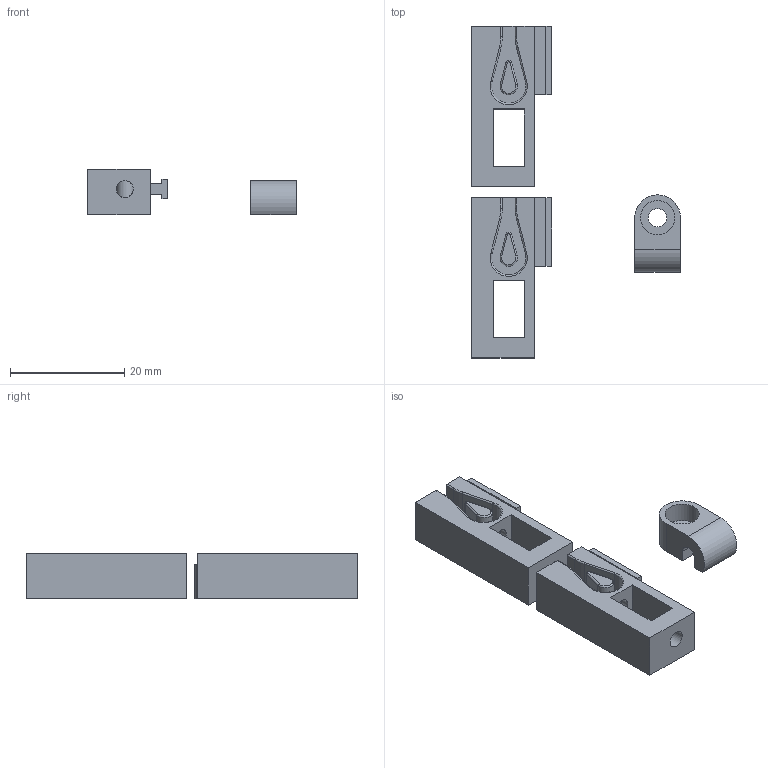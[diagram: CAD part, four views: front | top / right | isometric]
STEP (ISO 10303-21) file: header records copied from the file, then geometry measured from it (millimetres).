
FILE_DESCRIPTION(/* description */ (''),/* implementation_level */ '2;1');
FILE_NAME(/* name */ 'bridge_2p3_a.step',/* time_stamp */ '2021-10-25T20:07:22-04:00',/* author */ (''),/* organization */ (''),/* preprocessor_version */ 'ST-DEVELOPER v18.1',/* originating_system */ 'Autodesk Translation Framework v10.10.0.1391',/* authorisation */ '');
FILE_SCHEMA (('AUTOMOTIVE_DESIGN { 1 0 10303 214 3 1 1 }'));
Length unit declared in the file: millimetre
Products named in the file (2): (Unsaved); bridge_2p3_a_print
Assembly tree (1 placements, depth 2):
  (Unsaved)
    bridge_2p3_a_print
Bounding box: 36.5 x 58 x 8 mm (x, y, z)
Volume: 3983.5 mm3; surface area: 4139.8 mm2
Topology: 3 solids, 3 shells, 103 faces, 264 edges, 170 vertices
Faces by surface type: plane 60, cylinder 31, torus 8, bspline 4
Full cylindrical faces by diameter (mm): 3 x4, 3.2 x1, 6 x1
Entity records: 3560 total; most frequent: CARTESIAN_POINT 928, DIRECTION 540, ORIENTED_EDGE 528, EDGE_CURVE 264, LINE 184, VECTOR 184, AXIS2_PLACEMENT_3D 178, VERTEX_POINT 170
